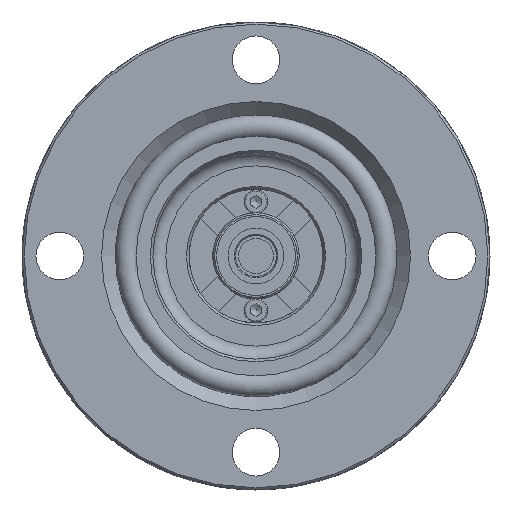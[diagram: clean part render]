
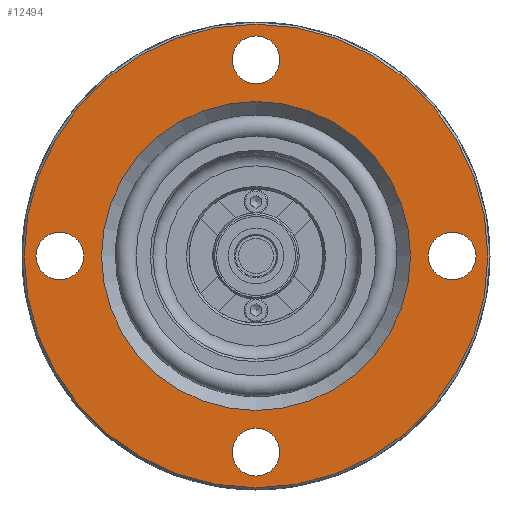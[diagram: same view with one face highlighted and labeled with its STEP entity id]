
A CAD part, left-side view. The second image highlights one B-rep face of the part: STEP entity #12494.
In plain terms, the highlighted planar face has unit normal (-1, 0, 0).
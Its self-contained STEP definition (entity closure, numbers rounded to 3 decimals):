
#1126=FACE_BOUND('',#3798,.T.);
#1127=FACE_BOUND('',#3799,.T.);
#1128=FACE_BOUND('',#3800,.T.);
#1129=FACE_BOUND('',#3801,.T.);
#1130=FACE_BOUND('',#3802,.T.);
#2793=PLANE('',#13337);
#3058=FACE_OUTER_BOUND('',#3797,.T.);
#3797=EDGE_LOOP('',(#8677));
#3798=EDGE_LOOP('',(#8678,#8679));
#3799=EDGE_LOOP('',(#8680));
#3800=EDGE_LOOP('',(#8681));
#3801=EDGE_LOOP('',(#8682));
#3802=EDGE_LOOP('',(#8683));
#4635=CIRCLE('',#13338,53.475);
#4636=CIRCLE('',#13339,35.626);
#4637=CIRCLE('',#13340,35.626);
#4638=CIRCLE('',#13341,5.5);
#4639=CIRCLE('',#13342,5.5);
#4640=CIRCLE('',#13343,5.5);
#4641=CIRCLE('',#13344,5.5);
#5224=VERTEX_POINT('',#18419);
#5225=VERTEX_POINT('',#18421);
#5226=VERTEX_POINT('',#18422);
#5227=VERTEX_POINT('',#18425);
#5228=VERTEX_POINT('',#18427);
#5229=VERTEX_POINT('',#18429);
#5230=VERTEX_POINT('',#18431);
#6585=EDGE_CURVE('',#5224,#5224,#4635,.T.);
#6586=EDGE_CURVE('',#5225,#5226,#4636,.T.);
#6587=EDGE_CURVE('',#5226,#5225,#4637,.T.);
#6588=EDGE_CURVE('',#5227,#5227,#4638,.T.);
#6589=EDGE_CURVE('',#5228,#5228,#4639,.T.);
#6590=EDGE_CURVE('',#5229,#5229,#4640,.T.);
#6591=EDGE_CURVE('',#5230,#5230,#4641,.T.);
#8677=ORIENTED_EDGE('',*,*,#6585,.F.);
#8678=ORIENTED_EDGE('',*,*,#6586,.T.);
#8679=ORIENTED_EDGE('',*,*,#6587,.T.);
#8680=ORIENTED_EDGE('',*,*,#6588,.T.);
#8681=ORIENTED_EDGE('',*,*,#6589,.T.);
#8682=ORIENTED_EDGE('',*,*,#6590,.T.);
#8683=ORIENTED_EDGE('',*,*,#6591,.T.);
#12494=ADVANCED_FACE('',(#3058,#1126,#1127,#1128,#1129,#1130),#2793,.T.);
#13337=AXIS2_PLACEMENT_3D('',#18418,#14600,#14601);
#13338=AXIS2_PLACEMENT_3D('',#18420,#14602,#14603);
#13339=AXIS2_PLACEMENT_3D('',#18423,#14604,#14605);
#13340=AXIS2_PLACEMENT_3D('',#18424,#14606,#14607);
#13341=AXIS2_PLACEMENT_3D('',#18426,#14608,#14609);
#13342=AXIS2_PLACEMENT_3D('',#18428,#14610,#14611);
#13343=AXIS2_PLACEMENT_3D('',#18430,#14612,#14613);
#13344=AXIS2_PLACEMENT_3D('',#18432,#14614,#14615);
#14600=DIRECTION('center_axis',(-1.,0.,0.));
#14601=DIRECTION('ref_axis',(0.,0.,1.));
#14602=DIRECTION('center_axis',(1.,0.,0.));
#14603=DIRECTION('ref_axis',(0.,-1.,0.));
#14604=DIRECTION('center_axis',(1.,0.,0.));
#14605=DIRECTION('ref_axis',(0.,0.,1.));
#14606=DIRECTION('center_axis',(1.,0.,0.));
#14607=DIRECTION('ref_axis',(0.,0.,1.));
#14608=DIRECTION('center_axis',(1.,0.,0.));
#14609=DIRECTION('ref_axis',(0.,1.,0.));
#14610=DIRECTION('center_axis',(1.,0.,0.));
#14611=DIRECTION('ref_axis',(0.,0.,-1.));
#14612=DIRECTION('center_axis',(1.,0.,0.));
#14613=DIRECTION('ref_axis',(0.,-1.,0.));
#14614=DIRECTION('center_axis',(1.,0.,0.));
#14615=DIRECTION('ref_axis',(0.,0.,1.));
#18418=CARTESIAN_POINT('Origin',(0.,0.,0.));
#18419=CARTESIAN_POINT('',(0.,53.475,0.));
#18420=CARTESIAN_POINT('Origin',(0.,0.,0.));
#18421=CARTESIAN_POINT('',(0.,0.,35.626));
#18422=CARTESIAN_POINT('',(0.,0.,
-35.626));
#18423=CARTESIAN_POINT('Origin',(0.,0.,0.));
#18424=CARTESIAN_POINT('Origin',(0.,0.,0.));
#18425=CARTESIAN_POINT('',(0.,39.75,0.));
#18426=CARTESIAN_POINT('Origin',(0.,45.25,0.));
#18427=CARTESIAN_POINT('',(0.,0.,-39.75));
#18428=CARTESIAN_POINT('Origin',(0.,0.,-45.25));
#18429=CARTESIAN_POINT('',(0.,-39.75,0.));
#18430=CARTESIAN_POINT('Origin',(0.,-45.25,0.));
#18431=CARTESIAN_POINT('',(0.,0.,39.75));
#18432=CARTESIAN_POINT('Origin',(0.,0.,45.25));
